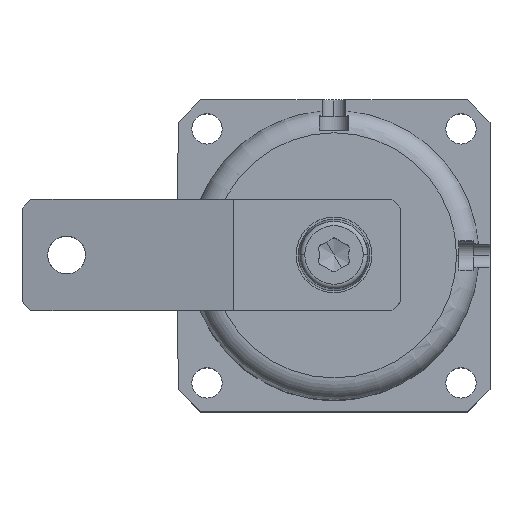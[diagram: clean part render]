
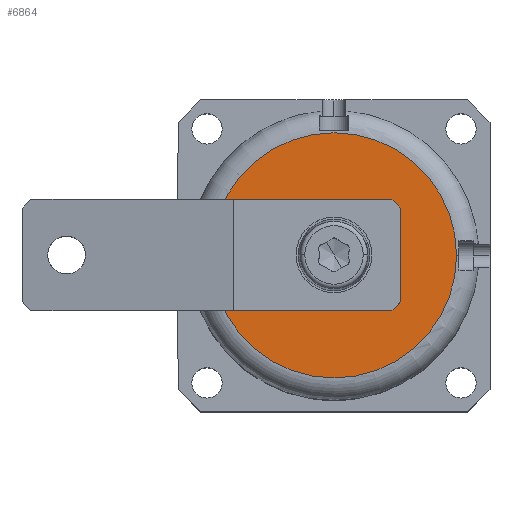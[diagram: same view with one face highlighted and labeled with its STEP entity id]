
A CAD part, top view. The second image highlights one B-rep face of the part: STEP entity #6864.
In plain terms, the highlighted planar face has unit normal (0, 0, 1).
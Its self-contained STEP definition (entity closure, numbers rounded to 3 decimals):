
#182 = CARTESIAN_POINT ( 'NONE',  ( -27.5, 0., 95. ) ) ;
#533 = EDGE_CURVE ( 'NONE', #6635, #6609, #2761, .T. ) ;
#551 = EDGE_CURVE ( 'NONE', #1614, #2497, #2748, .T. ) ;
#698 = EDGE_CURVE ( 'NONE', #2497, #1614, #6728, .T. ) ;
#718 = EDGE_CURVE ( 'NONE', #6609, #6635, #6699, .T. ) ;
#783 = AXIS2_PLACEMENT_3D ( 'NONE', #6082, #6081, #6080 ) ;
#788 = AXIS2_PLACEMENT_3D ( 'NONE', #6056, #6055, #6054 ) ;
#811 = AXIS2_PLACEMENT_3D ( 'NONE', #6513, #6511, #6508 ) ;
#821 = AXIS2_PLACEMENT_3D ( 'NONE', #2973, #2972, #2971 ) ;
#1614 = VERTEX_POINT ( 'NONE', #182 ) ;
#2002 = CARTESIAN_POINT ( 'NONE',  ( -10., 0., 95. ) ) ;
#2022 = CARTESIAN_POINT ( 'NONE',  ( 10., 0., 95. ) ) ;
#2497 = VERTEX_POINT ( 'NONE', #5701 ) ;
#2603 = ORIENTED_EDGE ( 'NONE', *, *, #551, .T. ) ;
#2748 = CIRCLE ( 'NONE', #788, 27.5 ) ;
#2761 = CIRCLE ( 'NONE', #783, 10. ) ;
#2971 = DIRECTION ( 'NONE',  ( 1., 0., 0. ) ) ;
#2972 = DIRECTION ( 'NONE',  ( 0., 0., 1. ) ) ;
#2973 = CARTESIAN_POINT ( 'NONE',  ( 0., 0., 95. ) ) ;
#3216 = AXIS2_PLACEMENT_3D ( 'NONE', #5143, #5154, #5155 ) ;
#3698 = FACE_OUTER_BOUND ( 'NONE', #4110, .T. ) ;
#3705 = FACE_BOUND ( 'NONE', #4075, .T. ) ;
#4028 = ORIENTED_EDGE ( 'NONE', *, *, #533, .F. ) ;
#4057 = ORIENTED_EDGE ( 'NONE', *, *, #718, .F. ) ;
#4058 = ORIENTED_EDGE ( 'NONE', *, *, #698, .T. ) ;
#4075 = EDGE_LOOP ( 'NONE', ( #4028, #4057 ) ) ;
#4110 = EDGE_LOOP ( 'NONE', ( #4058, #2603 ) ) ;
#5143 = CARTESIAN_POINT ( 'NONE',  ( 0., 0., 95. ) ) ;
#5149 = PLANE ( 'NONE',  #3216 ) ;
#5154 = DIRECTION ( 'NONE',  ( 0., 0., 1. ) ) ;
#5155 = DIRECTION ( 'NONE',  ( 1., 0., 0. ) ) ;
#5701 = CARTESIAN_POINT ( 'NONE',  ( 27.5, 0., 95. ) ) ;
#6054 = DIRECTION ( 'NONE',  ( 1., 0., 0. ) ) ;
#6055 = DIRECTION ( 'NONE',  ( 0., 0., 1. ) ) ;
#6056 = CARTESIAN_POINT ( 'NONE',  ( 0., 0., 95. ) ) ;
#6080 = DIRECTION ( 'NONE',  ( 1., 0., 0. ) ) ;
#6081 = DIRECTION ( 'NONE',  ( 0., 0., 1. ) ) ;
#6082 = CARTESIAN_POINT ( 'NONE',  ( 0., 0., 95. ) ) ;
#6508 = DIRECTION ( 'NONE',  ( 1., 0., 0. ) ) ;
#6511 = DIRECTION ( 'NONE',  ( 0., 0., 1. ) ) ;
#6513 = CARTESIAN_POINT ( 'NONE',  ( 0., 0., 95. ) ) ;
#6609 = VERTEX_POINT ( 'NONE', #2002 ) ;
#6635 = VERTEX_POINT ( 'NONE', #2022 ) ;
#6699 = CIRCLE ( 'NONE', #821, 10. ) ;
#6728 = CIRCLE ( 'NONE', #811, 27.5 ) ;
#6864 = ADVANCED_FACE ( 'NONE', ( #3705, #3698 ), #5149, .T. ) ;
